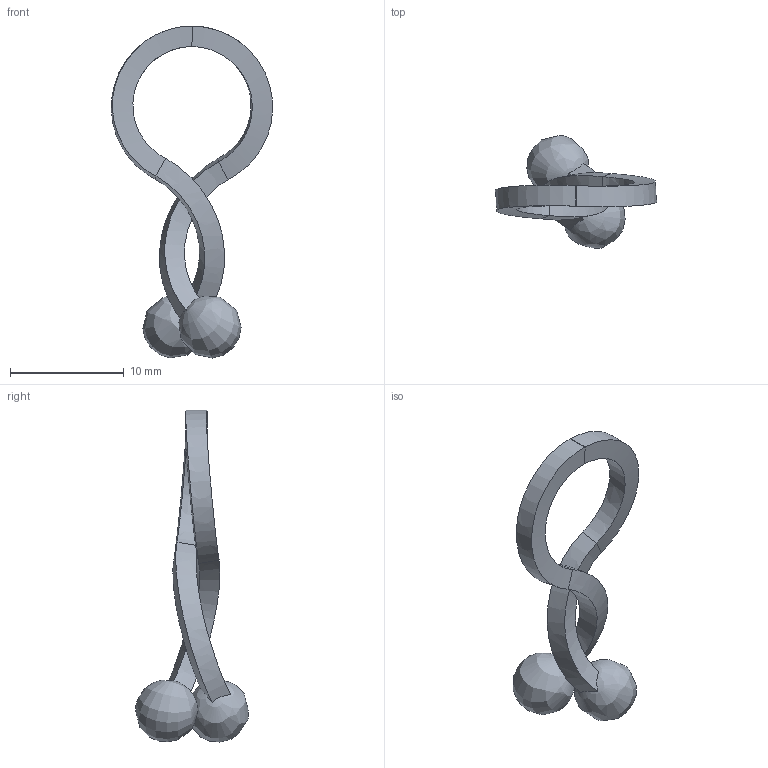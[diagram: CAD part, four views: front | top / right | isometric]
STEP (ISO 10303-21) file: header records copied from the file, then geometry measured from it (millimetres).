
FILE_DESCRIPTION((''),'2;1');
FILE_NAME('','2005-12-14T16:13:57',(''),(''),'','CADfix','');
FILE_SCHEMA(('AUTOMOTIVE_DESIGN'));
Length unit declared in the file: millimetre
Products named in the file (1): clip
Bounding box: 14.18 x 9.95 x 29.18 mm (x, y, z)
Volume: 375 mm3; surface area: 631 mm2
Topology: 1 solids, 1 shells, 20 faces, 42 edges, 24 vertices
Faces by surface type: bspline 20
Entity records: 1859 total; most frequent: CARTESIAN_POINT 1567, ORIENTED_EDGE 84, EDGE_CURVE 42, B_SPLINE_CURVE_WITH_KNOTS 38, VERTEX_POINT 24, EDGE_LOOP 20, FACE_OUTER_BOUND 20, ADVANCED_FACE 20
